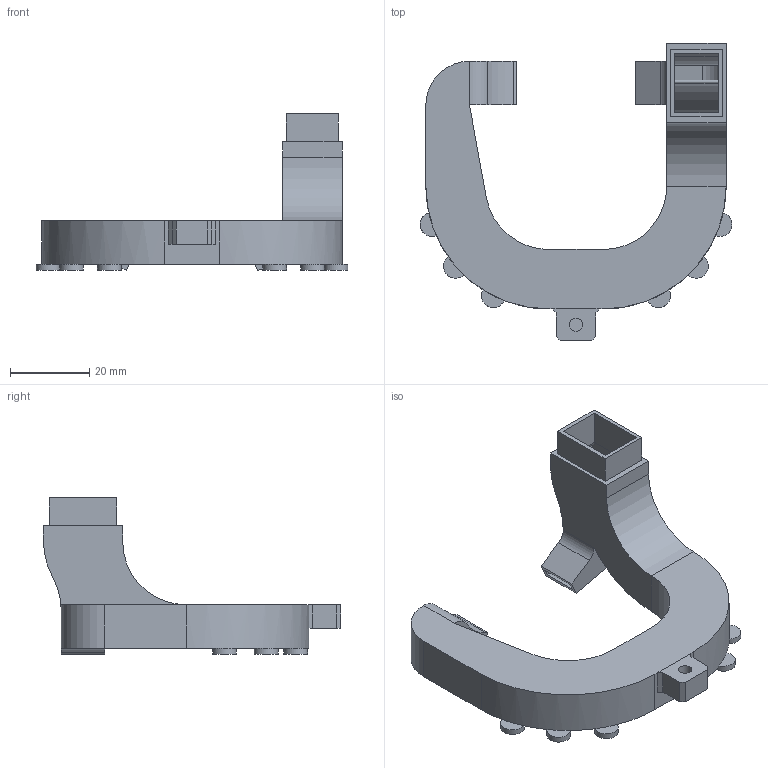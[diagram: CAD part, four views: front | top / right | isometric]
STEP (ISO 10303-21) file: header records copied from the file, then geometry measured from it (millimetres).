
FILE_DESCRIPTION(('FreeCAD Model'),'2;1');
FILE_NAME('FanDuctDual_AntiWarpPads.step', '2020-08-10T18:07:10',('Author'),(''), 'Open CASCADE STEP processor 7.3','FreeCAD','Unknown');
FILE_SCHEMA(('AUTOMOTIVE_DESIGN { 1 0 10303 214 1 1 1 1 }'));
Length unit declared in the file: millimetre
Products named in the file (1): FanDuctDual_AntiWarpPads
Bounding box: 78.7 x 75 x 39.5 mm (x, y, z)
Volume: 10958.5 mm3; surface area: 21408.3 mm2
Topology: 1 solids, 1 shells, 214 faces, 588 edges, 376 vertices
Faces by surface type: plane 166, cylinder 48
Full cylindrical faces by diameter (mm): 3.3 x1, 6 x6
Entity records: 6789 total; most frequent: DIRECTION 1186, CARTESIAN_POINT 1179, ORIENTED_EDGE 1176, EDGE_CURVE 588, LINE 420, VECTOR 420, AXIS2_PLACEMENT_3D 383, VERTEX_POINT 376
